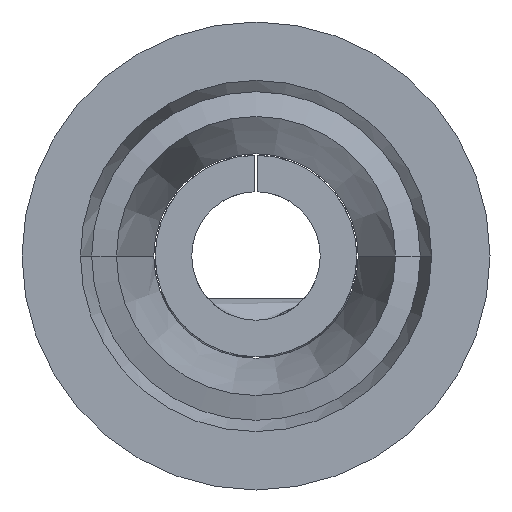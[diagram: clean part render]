
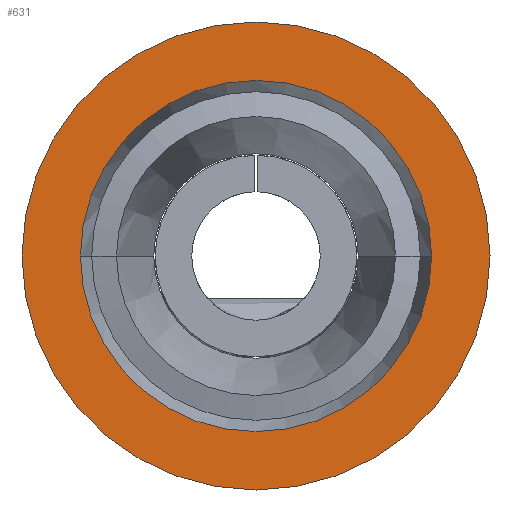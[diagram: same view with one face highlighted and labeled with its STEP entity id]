
A CAD part, front view. The second image highlights one B-rep face of the part: STEP entity #631.
In plain terms, the highlighted planar face has unit normal (0, -1, 0).
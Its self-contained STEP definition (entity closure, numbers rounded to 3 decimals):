
#1 = PLANE ( 'NONE',  #1949 ) ;
#92 = EDGE_CURVE ( 'NONE', #1887, #515, #975, .T. ) ;
#204 = ORIENTED_EDGE ( 'NONE', *, *, #1834, .F. ) ;
#253 = AXIS2_PLACEMENT_3D ( 'NONE', #1732, #528, #1581 ) ;
#301 = DIRECTION ( 'NONE',  ( 0., -1., 0. ) ) ;
#371 = ORIENTED_EDGE ( 'NONE', *, *, #1711, .T. ) ;
#491 = VERTEX_POINT ( 'NONE', #1443 ) ;
#515 = VERTEX_POINT ( 'NONE', #1584 ) ;
#528 = DIRECTION ( 'NONE',  ( 0., 1., 0. ) ) ;
#601 = VERTEX_POINT ( 'NONE', #1794 ) ;
#627 = DIRECTION ( 'NONE',  ( -1., 0., 0. ) ) ;
#631 = ADVANCED_FACE ( 'NONE', ( #705, #1507 ), #1, .T. ) ;
#651 = DIRECTION ( 'NONE',  ( -1., 0., 0. ) ) ;
#705 = FACE_BOUND ( 'NONE', #966, .T. ) ;
#758 = CARTESIAN_POINT ( 'NONE',  ( -3.205, -15.9, 0.98 ) ) ;
#771 = DIRECTION ( 'NONE',  ( 0., 1., 0. ) ) ;
#799 = AXIS2_PLACEMENT_3D ( 'NONE', #1195, #1494, #1648 ) ;
#966 = EDGE_LOOP ( 'NONE', ( #371, #1250 ) ) ;
#975 = CIRCLE ( 'NONE', #799, 2.405 ) ;
#1046 = EDGE_CURVE ( 'NONE', #601, #491, #1767, .T. ) ;
#1195 = CARTESIAN_POINT ( 'NONE',  ( 0., -15.9, 0.98 ) ) ;
#1250 = ORIENTED_EDGE ( 'NONE', *, *, #92, .T. ) ;
#1384 = CIRCLE ( 'NONE', #253, 2.405 ) ;
#1443 = CARTESIAN_POINT ( 'NONE',  ( -3.205, -15.9, 0.98 ) ) ;
#1494 = DIRECTION ( 'NONE',  ( 0., 1., 0. ) ) ;
#1507 = FACE_OUTER_BOUND ( 'NONE', #1598, .T. ) ;
#1545 = CARTESIAN_POINT ( 'NONE',  ( 0., -15.9, 0.98 ) ) ;
#1581 = DIRECTION ( 'NONE',  ( -1., 0., 0. ) ) ;
#1584 = CARTESIAN_POINT ( 'NONE',  ( -2.405, -15.9, 0.98 ) ) ;
#1598 = EDGE_LOOP ( 'NONE', ( #204, #1917 ) ) ;
#1648 = DIRECTION ( 'NONE',  ( -1., 0., 0. ) ) ;
#1661 = CARTESIAN_POINT ( 'NONE',  ( 2.405, -15.9, 0.98 ) ) ;
#1666 = CARTESIAN_POINT ( 'NONE',  ( 0., -15.9, 0.98 ) ) ;
#1689 = DIRECTION ( 'NONE',  ( 0., 1., 0. ) ) ;
#1711 = EDGE_CURVE ( 'NONE', #515, #1887, #1384, .T. ) ;
#1732 = CARTESIAN_POINT ( 'NONE',  ( 0., -15.9, 0.98 ) ) ;
#1767 = CIRCLE ( 'NONE', #1785, 3.205 ) ;
#1785 = AXIS2_PLACEMENT_3D ( 'NONE', #1545, #1689, #651 ) ;
#1794 = CARTESIAN_POINT ( 'NONE',  ( 3.205, -15.9, 0.98 ) ) ;
#1834 = EDGE_CURVE ( 'NONE', #491, #601, #1916, .T. ) ;
#1887 = VERTEX_POINT ( 'NONE', #1661 ) ;
#1914 = AXIS2_PLACEMENT_3D ( 'NONE', #1666, #771, #627 ) ;
#1916 = CIRCLE ( 'NONE', #1914, 3.205 ) ;
#1917 = ORIENTED_EDGE ( 'NONE', *, *, #1046, .F. ) ;
#1933 = DIRECTION ( 'NONE',  ( 1., 0., 0. ) ) ;
#1949 = AXIS2_PLACEMENT_3D ( 'NONE', #758, #301, #1933 ) ;
